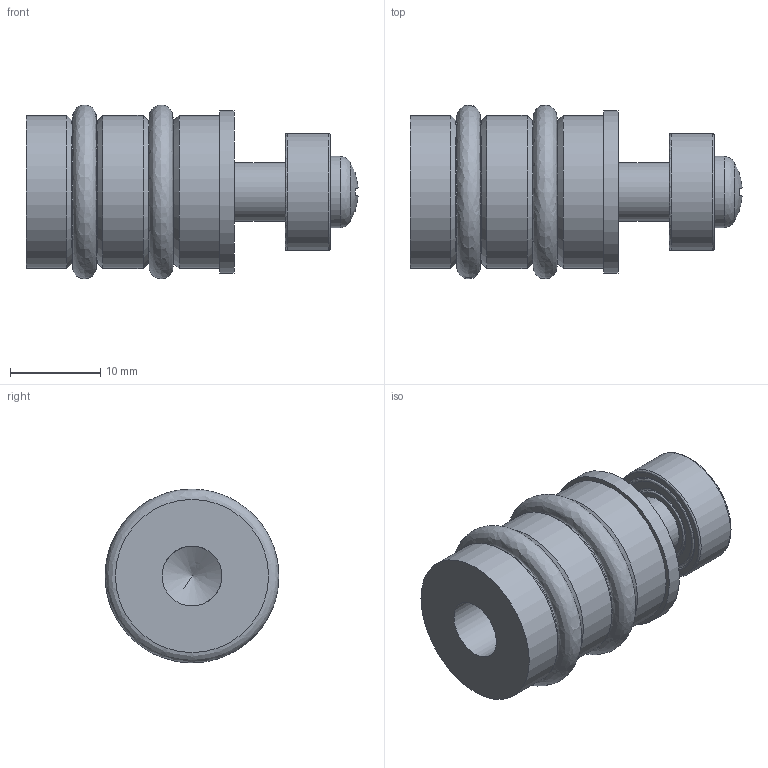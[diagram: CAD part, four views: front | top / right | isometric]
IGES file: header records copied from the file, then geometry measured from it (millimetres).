
Global section: file name: 700027.stp.ipt; native system: Autodesk Inventor 2014; preprocessor: unknown; author: zeman; date: 20151020.100137; units: millimetre
Bounding box: 36.87 x 19.3 x 19.3 mm (x, y, z)
Volume: 5805.7 mm3; surface area: 5051.9 mm2
Topology: 15 solids, 15 shells, 94 faces, 246 edges, 169 vertices
Faces by surface type: revolution 36, plane 24, cylinder 13, cone 11, sphere 7, bspline 3
Full cylindrical faces by diameter (mm): 3.621 x1, 4 x1, 6 x1, 6.5 x1, 8 x2, 11 x2, 13 x1, 17 x3, 18 x1
